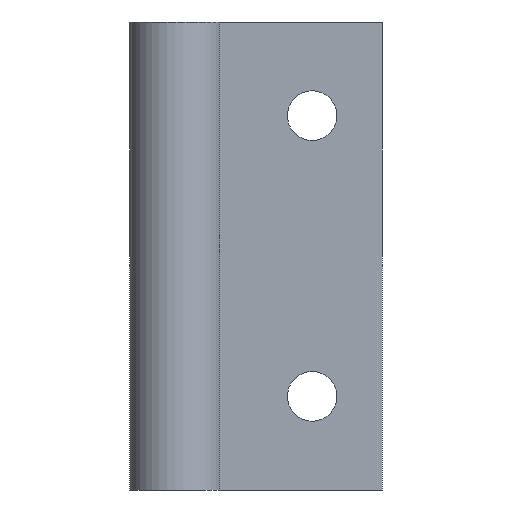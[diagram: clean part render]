
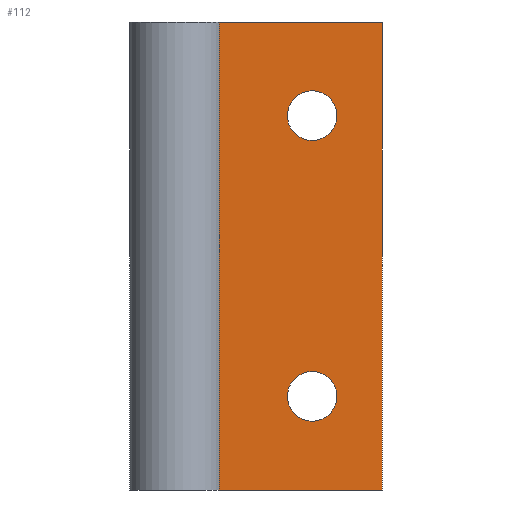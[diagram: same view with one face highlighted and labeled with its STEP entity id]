
A CAD part, front view. The second image highlights one B-rep face of the part: STEP entity #112.
In plain terms, the highlighted planar face has unit normal (0, -1, 0).
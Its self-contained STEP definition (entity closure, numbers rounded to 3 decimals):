
#1 = VECTOR ( 'NONE', #690, 1000. ) ;
#9 = AXIS2_PLACEMENT_3D ( 'NONE', #238, #866, #309 ) ;
#15 = CARTESIAN_POINT ( 'NONE',  ( 4.583, -2., 25. ) ) ;
#26 = ORIENTED_EDGE ( 'NONE', *, *, #319, .F. ) ;
#44 = VECTOR ( 'NONE', #376, 1000. ) ;
#64 = LINE ( 'NONE', #15, #194 ) ;
#73 = CIRCLE ( 'NONE', #842, 2.65 ) ;
#74 = LINE ( 'NONE', #261, #782 ) ;
#76 = AXIS2_PLACEMENT_3D ( 'NONE', #744, #322, #518 ) ;
#85 = CARTESIAN_POINT ( 'NONE',  ( 14.5, -2., -15. ) ) ;
#102 = CARTESIAN_POINT ( 'NONE',  ( 14.5, -2., -15. ) ) ;
#108 = VERTEX_POINT ( 'NONE', #314 ) ;
#112 = ADVANCED_FACE ( 'NONE', ( #712, #393, #847 ), #183, .F. ) ;
#118 = LINE ( 'NONE', #199, #1 ) ;
#126 = CIRCLE ( 'NONE', #9, 2.65 ) ;
#140 = VERTEX_POINT ( 'NONE', #391 ) ;
#149 = DIRECTION ( 'NONE',  ( 0., -1., 0. ) ) ;
#158 = DIRECTION ( 'NONE',  ( -1., 0., 0. ) ) ;
#166 = DIRECTION ( 'NONE',  ( -1., 0., 0. ) ) ;
#168 = ORIENTED_EDGE ( 'NONE', *, *, #377, .F. ) ;
#169 = DIRECTION ( 'NONE',  ( 0., -1., 0. ) ) ;
#176 = CIRCLE ( 'NONE', #460, 2.65 ) ;
#183 = PLANE ( 'NONE',  #76 ) ;
#192 = DIRECTION ( 'NONE',  ( 0., 0., -1. ) ) ;
#194 = VECTOR ( 'NONE', #832, 1000. ) ;
#199 = CARTESIAN_POINT ( 'NONE',  ( 4.583, -2., -25. ) ) ;
#206 = VERTEX_POINT ( 'NONE', #683 ) ;
#210 = EDGE_CURVE ( 'NONE', #727, #673, #74, .T. ) ;
#215 = DIRECTION ( 'NONE',  ( 0., -1., 0. ) ) ;
#238 = CARTESIAN_POINT ( 'NONE',  ( 14.5, -2., 15. ) ) ;
#261 = CARTESIAN_POINT ( 'NONE',  ( 22., -2., 25. ) ) ;
#266 = EDGE_LOOP ( 'NONE', ( #394, #168 ) ) ;
#279 = CARTESIAN_POINT ( 'NONE',  ( 22., -2., 25. ) ) ;
#280 = EDGE_CURVE ( 'NONE', #673, #206, #118, .T. ) ;
#309 = DIRECTION ( 'NONE',  ( -1., 0., 0. ) ) ;
#314 = CARTESIAN_POINT ( 'NONE',  ( 17.15, -2., 15. ) ) ;
#319 = EDGE_CURVE ( 'NONE', #612, #727, #626, .T. ) ;
#322 = DIRECTION ( 'NONE',  ( 0., 1., 0. ) ) ;
#349 = CARTESIAN_POINT ( 'NONE',  ( 4.583, -2., 25. ) ) ;
#370 = ORIENTED_EDGE ( 'NONE', *, *, #652, .F. ) ;
#376 = DIRECTION ( 'NONE',  ( 1., 0., 0. ) ) ;
#377 = EDGE_CURVE ( 'NONE', #658, #140, #73, .T. ) ;
#391 = CARTESIAN_POINT ( 'NONE',  ( 11.85, -2., -15. ) ) ;
#393 = FACE_BOUND ( 'NONE', #266, .T. ) ;
#394 = ORIENTED_EDGE ( 'NONE', *, *, #584, .F. ) ;
#415 = ORIENTED_EDGE ( 'NONE', *, *, #859, .F. ) ;
#421 = CARTESIAN_POINT ( 'NONE',  ( 14.5, -2., 15. ) ) ;
#432 = CIRCLE ( 'NONE', #698, 2.65 ) ;
#460 = AXIS2_PLACEMENT_3D ( 'NONE', #85, #149, #641 ) ;
#480 = CARTESIAN_POINT ( 'NONE',  ( 11.85, -2., 15. ) ) ;
#481 = VERTEX_POINT ( 'NONE', #480 ) ;
#486 = CARTESIAN_POINT ( 'NONE',  ( 22., -2., -25. ) ) ;
#518 = DIRECTION ( 'NONE',  ( 0., 0., 1. ) ) ;
#519 = EDGE_CURVE ( 'NONE', #481, #108, #432, .T. ) ;
#584 = EDGE_CURVE ( 'NONE', #140, #658, #176, .T. ) ;
#612 = VERTEX_POINT ( 'NONE', #349 ) ;
#626 = LINE ( 'NONE', #754, #44 ) ;
#641 = DIRECTION ( 'NONE',  ( -1., 0., 0. ) ) ;
#652 = EDGE_CURVE ( 'NONE', #206, #612, #64, .T. ) ;
#658 = VERTEX_POINT ( 'NONE', #841 ) ;
#667 = EDGE_LOOP ( 'NONE', ( #812, #26, #370, #697 ) ) ;
#673 = VERTEX_POINT ( 'NONE', #486 ) ;
#683 = CARTESIAN_POINT ( 'NONE',  ( 4.583, -2., -25. ) ) ;
#690 = DIRECTION ( 'NONE',  ( -1., 0., 0. ) ) ;
#697 = ORIENTED_EDGE ( 'NONE', *, *, #280, .F. ) ;
#698 = AXIS2_PLACEMENT_3D ( 'NONE', #421, #215, #158 ) ;
#712 = FACE_BOUND ( 'NONE', #777, .T. ) ;
#727 = VERTEX_POINT ( 'NONE', #279 ) ;
#744 = CARTESIAN_POINT ( 'NONE',  ( 4.583, -2., 25. ) ) ;
#754 = CARTESIAN_POINT ( 'NONE',  ( 4.583, -2., 25. ) ) ;
#777 = EDGE_LOOP ( 'NONE', ( #791, #415 ) ) ;
#782 = VECTOR ( 'NONE', #192, 1000. ) ;
#791 = ORIENTED_EDGE ( 'NONE', *, *, #519, .F. ) ;
#812 = ORIENTED_EDGE ( 'NONE', *, *, #210, .F. ) ;
#832 = DIRECTION ( 'NONE',  ( 0., 0., 1. ) ) ;
#841 = CARTESIAN_POINT ( 'NONE',  ( 17.15, -2., -15. ) ) ;
#842 = AXIS2_PLACEMENT_3D ( 'NONE', #102, #169, #166 ) ;
#847 = FACE_OUTER_BOUND ( 'NONE', #667, .T. ) ;
#859 = EDGE_CURVE ( 'NONE', #108, #481, #126, .T. ) ;
#866 = DIRECTION ( 'NONE',  ( 0., -1., 0. ) ) ;
